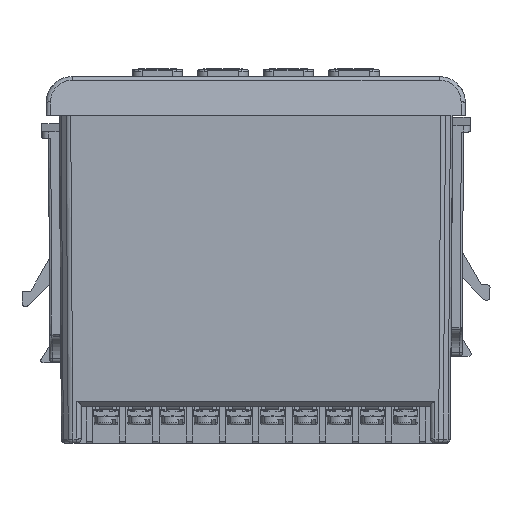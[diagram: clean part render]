
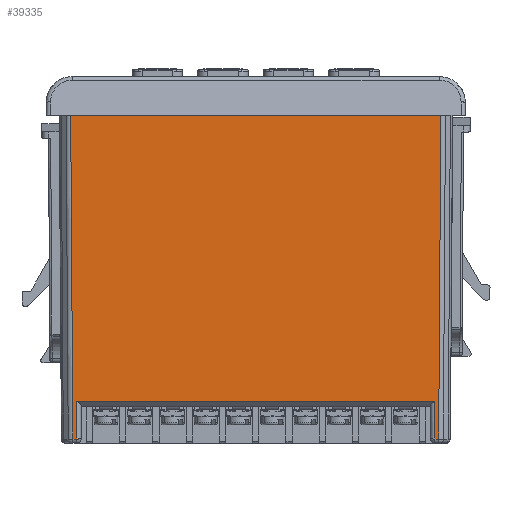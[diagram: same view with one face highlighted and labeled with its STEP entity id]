
A CAD part, front view. The second image highlights one B-rep face of the part: STEP entity #39335.
In plain terms, the highlighted planar face has unit normal (0, -1, -0.007).
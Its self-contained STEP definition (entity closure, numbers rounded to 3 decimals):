
#21625 = PLANE ( 'NONE',  #61199 ) ;
#21626 = CARTESIAN_POINT ( 'NONE',  ( -45., -45., 8.091 ) ) ;
#21627 = DIRECTION ( 'NONE',  ( 0., -1., -0.007 ) ) ;
#21628 = DIRECTION ( 'NONE',  ( 0., 0.007, -1. ) ) ;
#24064 = FACE_OUTER_BOUND ( 'NONE', #127670, .T. ) ;
#30071 = VERTEX_POINT ( 'NONE', #68873 ) ;
#30110 = VERTEX_POINT ( 'NONE', #68907 ) ;
#30112 = VERTEX_POINT ( 'NONE', #68909 ) ;
#30113 = VERTEX_POINT ( 'NONE', #68910 ) ;
#30115 = VERTEX_POINT ( 'NONE', #68912 ) ;
#33345 = VERTEX_POINT ( 'NONE', #69452 ) ;
#33347 = VERTEX_POINT ( 'NONE', #69453 ) ;
#33350 = VERTEX_POINT ( 'NONE', #69455 ) ;
#33352 = VERTEX_POINT ( 'NONE', #69457 ) ;
#33353 = VERTEX_POINT ( 'NONE', #69458 ) ;
#33355 = VERTEX_POINT ( 'NONE', #69460 ) ;
#33358 = VERTEX_POINT ( 'NONE', #69462 ) ;
#33360 = VERTEX_POINT ( 'NONE', #69463 ) ;
#33362 = VERTEX_POINT ( 'NONE', #69465 ) ;
#39335 = ADVANCED_FACE ( 'NONE', ( #24064 ), #21625, .T. ) ;
#61199 = AXIS2_PLACEMENT_3D ( 'NONE', #21626, #21627, #21628 ) ;
#68873 = CARTESIAN_POINT ( 'NONE',  ( 30., -45., 8.091 ) ) ;
#68907 = CARTESIAN_POINT ( 'NONE',  ( 23., -45., 8.091 ) ) ;
#68909 = CARTESIAN_POINT ( 'NONE',  ( -23., -45., 8.091 ) ) ;
#68910 = CARTESIAN_POINT ( 'NONE',  ( 34., -45., 8.091 ) ) ;
#68912 = CARTESIAN_POINT ( 'NONE',  ( 42.379, -45., 8.091 ) ) ;
#69452 = CARTESIAN_POINT ( 'NONE',  ( -42.379, -45., 8.091 ) ) ;
#69453 = CARTESIAN_POINT ( 'NONE',  ( -41.884, -44.505, -65.916 ) ) ;
#69455 = CARTESIAN_POINT ( 'NONE',  ( -41., -44.505, -65.916 ) ) ;
#69457 = CARTESIAN_POINT ( 'NONE',  ( -41., -44.562, -57.409 ) ) ;
#69458 = CARTESIAN_POINT ( 'NONE',  ( 41., -44.562, -57.409 ) ) ;
#69460 = CARTESIAN_POINT ( 'NONE',  ( 41., -44.505, -65.916 ) ) ;
#69462 = CARTESIAN_POINT ( 'NONE',  ( 41.884, -44.505, -65.916 ) ) ;
#69463 = CARTESIAN_POINT ( 'NONE',  ( -30., -45., 8.091 ) ) ;
#69465 = CARTESIAN_POINT ( 'NONE',  ( -34., -45., 8.091 ) ) ;
#70484 = EDGE_CURVE ( 'NONE', #30115, #30113, #155848, .T. ) ;
#77597 = LINE ( 'NONE', #80050, #77601 ) ;
#77601 = VECTOR ( 'NONE', #80052, 1000. ) ;
#77680 = LINE ( 'NONE', #80260, #77681 ) ;
#77681 = VECTOR ( 'NONE', #80262, 1000. ) ;
#77757 = LINE ( 'NONE', #134471, #77758 ) ;
#77758 = VECTOR ( 'NONE', #134473, 1000. ) ;
#77972 = LINE ( 'NONE', #134885, #77973 ) ;
#77973 = VECTOR ( 'NONE', #134888, 1000. ) ;
#78025 = LINE ( 'NONE', #135043, #78026 ) ;
#78026 = VECTOR ( 'NONE', #135047, 1000. ) ;
#80050 = CARTESIAN_POINT ( 'NONE',  ( -45., -45., 8.091 ) ) ;
#80052 = DIRECTION ( 'NONE',  ( -1., 0., 0. ) ) ;
#80260 = CARTESIAN_POINT ( 'NONE',  ( 40., -44.562, -57.409 ) ) ;
#80262 = DIRECTION ( 'NONE',  ( 1., 0., 0. ) ) ;
#96573 = EDGE_CURVE ( 'NONE', #33360, #33362, #77597, .T. ) ;
#96608 = EDGE_CURVE ( 'NONE', #33352, #33353, #77680, .T. ) ;
#96637 = EDGE_CURVE ( 'NONE', #30113, #30071, #77757, .T. ) ;
#96736 = EDGE_CURVE ( 'NONE', #33358, #30115, #77972, .T. ) ;
#96763 = EDGE_CURVE ( 'NONE', #30071, #30110, #78025, .T. ) ;
#96823 = EDGE_CURVE ( 'NONE', #33362, #33345, #140748, .T. ) ;
#96872 = EDGE_CURVE ( 'NONE', #33353, #33355, #140837, .T. ) ;
#96939 = EDGE_CURVE ( 'NONE', #33345, #33347, #140954, .T. ) ;
#97177 = EDGE_CURVE ( 'NONE', #33360, #30112, #141216, .T. ) ;
#97217 = EDGE_CURVE ( 'NONE', #33350, #33352, #141311, .T. ) ;
#97324 = EDGE_CURVE ( 'NONE', #33355, #33358, #141572, .T. ) ;
#97405 = EDGE_CURVE ( 'NONE', #33347, #33350, #141843, .T. ) ;
#98529 = CARTESIAN_POINT ( 'NONE',  ( -45., -45., 8.091 ) ) ;
#98530 = DIRECTION ( 'NONE',  ( -1., 0., 0. ) ) ;
#109938 = LINE ( 'NONE', #98529, #109945 ) ;
#109945 = VECTOR ( 'NONE', #98530, 1000. ) ;
#114745 = ORIENTED_EDGE ( 'NONE', *, *, #96939, .T. ) ;
#114816 = ORIENTED_EDGE ( 'NONE', *, *, #96637, .T. ) ;
#114822 = ORIENTED_EDGE ( 'NONE', *, *, #96736, .T. ) ;
#114891 = ORIENTED_EDGE ( 'NONE', *, *, #97324, .T. ) ;
#115109 = ORIENTED_EDGE ( 'NONE', *, *, #96763, .T. ) ;
#115121 = ORIENTED_EDGE ( 'NONE', *, *, #70484, .T. ) ;
#115137 = ORIENTED_EDGE ( 'NONE', *, *, #97177, .F. ) ;
#115145 = ORIENTED_EDGE ( 'NONE', *, *, #96872, .T. ) ;
#115179 = ORIENTED_EDGE ( 'NONE', *, *, #96608, .T. ) ;
#115181 = ORIENTED_EDGE ( 'NONE', *, *, #165791, .T. ) ;
#115184 = ORIENTED_EDGE ( 'NONE', *, *, #96823, .T. ) ;
#115191 = ORIENTED_EDGE ( 'NONE', *, *, #97217, .T. ) ;
#115222 = ORIENTED_EDGE ( 'NONE', *, *, #97405, .T. ) ;
#115457 = ORIENTED_EDGE ( 'NONE', *, *, #96573, .T. ) ;
#127670 = EDGE_LOOP ( 'NONE', ( #114745, #115222, #115191, #115179, #115145, #114891, #114822, #115121, #114816, #115109, #115181, #115137, #115457, #115184 ) ) ;
#134471 = CARTESIAN_POINT ( 'NONE',  ( 34., -45., 8.091 ) ) ;
#134473 = DIRECTION ( 'NONE',  ( -1., 0., 0. ) ) ;
#134885 = CARTESIAN_POINT ( 'NONE',  ( 42.375, -44.996, 7.507 ) ) ;
#134888 = DIRECTION ( 'NONE',  ( 0.007, -0.007, 1. ) ) ;
#135043 = CARTESIAN_POINT ( 'NONE',  ( 30., -45., 8.091 ) ) ;
#135047 = DIRECTION ( 'NONE',  ( -1., 0., 0. ) ) ;
#135438 = CARTESIAN_POINT ( 'NONE',  ( -45., -45., 8.091 ) ) ;
#135440 = DIRECTION ( 'NONE',  ( -1., 0., 0. ) ) ;
#135736 = CARTESIAN_POINT ( 'NONE',  ( 41., -44.499, -66.909 ) ) ;
#135738 = DIRECTION ( 'NONE',  ( 0., 0.007, -1. ) ) ;
#136013 = CARTESIAN_POINT ( 'NONE',  ( -42.379, -45., 8.108 ) ) ;
#136015 = DIRECTION ( 'NONE',  ( 0.007, 0.007, -1. ) ) ;
#136373 = CARTESIAN_POINT ( 'NONE',  ( -30., -45., 8.091 ) ) ;
#136374 = DIRECTION ( 'NONE',  ( 1., 0., 0. ) ) ;
#136487 = CARTESIAN_POINT ( 'NONE',  ( -41., -44.562, -57.409 ) ) ;
#136490 = DIRECTION ( 'NONE',  ( 0., -0.007, 1. ) ) ;
#136788 = CARTESIAN_POINT ( 'NONE',  ( 41.877, -44.505, -65.916 ) ) ;
#136790 = DIRECTION ( 'NONE',  ( 1., 0., 0. ) ) ;
#140748 = LINE ( 'NONE', #135438, #140749 ) ;
#140749 = VECTOR ( 'NONE', #135440, 1000. ) ;
#140837 = LINE ( 'NONE', #135736, #140838 ) ;
#140838 = VECTOR ( 'NONE', #135738, 1000. ) ;
#140954 = LINE ( 'NONE', #136013, #140955 ) ;
#140955 = VECTOR ( 'NONE', #136015, 1000. ) ;
#141216 = LINE ( 'NONE', #136373, #141218 ) ;
#141218 = VECTOR ( 'NONE', #136374, 1000. ) ;
#141311 = LINE ( 'NONE', #136487, #141313 ) ;
#141313 = VECTOR ( 'NONE', #136490, 1000. ) ;
#141572 = LINE ( 'NONE', #136788, #141575 ) ;
#141575 = VECTOR ( 'NONE', #136790, 1000. ) ;
#141843 = LINE ( 'NONE', #143731, #141846 ) ;
#141846 = VECTOR ( 'NONE', #143733, 1000. ) ;
#143731 = CARTESIAN_POINT ( 'NONE',  ( -40., -44.505, -65.916 ) ) ;
#143733 = DIRECTION ( 'NONE',  ( 1., 0., 0. ) ) ;
#155848 = LINE ( 'NONE', #156992, #155850 ) ;
#155850 = VECTOR ( 'NONE', #156993, 1000. ) ;
#156992 = CARTESIAN_POINT ( 'NONE',  ( -45., -45., 8.091 ) ) ;
#156993 = DIRECTION ( 'NONE',  ( -1., 0., 0. ) ) ;
#165791 = EDGE_CURVE ( 'NONE', #30110, #30112, #109938, .T. ) ;
